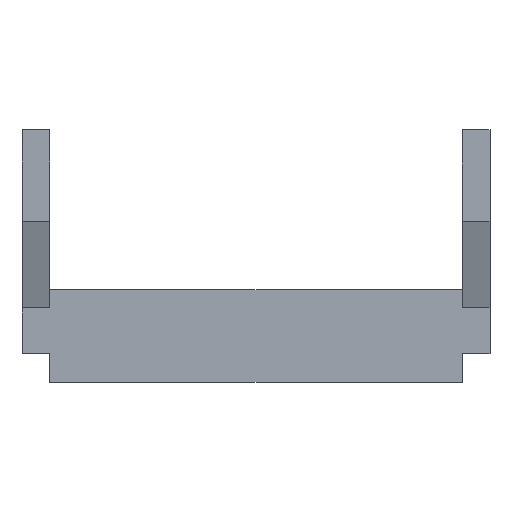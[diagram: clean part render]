
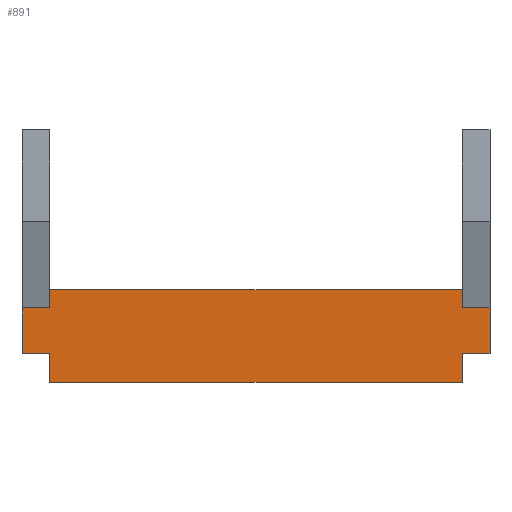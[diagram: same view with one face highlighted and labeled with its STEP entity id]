
A CAD part, top view. The second image highlights one B-rep face of the part: STEP entity #891.
In plain terms, the highlighted planar face has unit normal (0, 0, 1).
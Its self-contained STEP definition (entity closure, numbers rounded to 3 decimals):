
#8 = CARTESIAN_POINT ( 'NONE',  ( 22.5, -5.6, 5. ) ) ;
#17 = EDGE_CURVE ( 'NONE', #129, #620, #58, .T. ) ;
#22 = VERTEX_POINT ( 'NONE', #506 ) ;
#27 = DIRECTION ( 'NONE',  ( 0., -1., 0. ) ) ;
#46 = CARTESIAN_POINT ( 'NONE',  ( 25.5, 2.5, 5. ) ) ;
#51 = VERTEX_POINT ( 'NONE', #860 ) ;
#54 = DIRECTION ( 'NONE',  ( 0., -1., 0. ) ) ;
#58 = LINE ( 'NONE', #313, #463 ) ;
#64 = ORIENTED_EDGE ( 'NONE', *, *, #1144, .T. ) ;
#69 = DIRECTION ( 'NONE',  ( -1., 0., 0. ) ) ;
#85 = ORIENTED_EDGE ( 'NONE', *, *, #784, .F. ) ;
#87 = CARTESIAN_POINT ( 'NONE',  ( -25.5, 2.5, 5. ) ) ;
#100 = DIRECTION ( 'NONE',  ( 1., 0., 0. ) ) ;
#106 = EDGE_CURVE ( 'NONE', #1032, #758, #835, .T. ) ;
#121 = DIRECTION ( 'NONE',  ( 0., 1., 0. ) ) ;
#129 = VERTEX_POINT ( 'NONE', #566 ) ;
#133 = EDGE_CURVE ( 'NONE', #160, #744, #558, .T. ) ;
#146 = DIRECTION ( 'NONE',  ( 1., 0., 0. ) ) ;
#160 = VERTEX_POINT ( 'NONE', #394 ) ;
#162 = EDGE_LOOP ( 'NONE', ( #676, #64, #185, #85, #1108, #372, #424, #210, #175, #602, #260, #717 ) ) ;
#172 = EDGE_CURVE ( 'NONE', #758, #22, #730, .T. ) ;
#175 = ORIENTED_EDGE ( 'NONE', *, *, #1092, .F. ) ;
#185 = ORIENTED_EDGE ( 'NONE', *, *, #17, .F. ) ;
#186 = CARTESIAN_POINT ( 'NONE',  ( -22.5, 4.5, 5. ) ) ;
#210 = ORIENTED_EDGE ( 'NONE', *, *, #244, .T. ) ;
#240 = LINE ( 'NONE', #529, #933 ) ;
#244 = EDGE_CURVE ( 'NONE', #530, #623, #327, .T. ) ;
#246 = CARTESIAN_POINT ( 'NONE',  ( 22.5, -2.5, 5. ) ) ;
#250 = CARTESIAN_POINT ( 'NONE',  ( 22.5, 7.5, 5. ) ) ;
#260 = ORIENTED_EDGE ( 'NONE', *, *, #461, .T. ) ;
#274 = CARTESIAN_POINT ( 'NONE',  ( 25.5, -2.5, 5. ) ) ;
#288 = LINE ( 'NONE', #645, #1028 ) ;
#301 = VECTOR ( 'NONE', #121, 1000. ) ;
#313 = CARTESIAN_POINT ( 'NONE',  ( 25.5, -2.5, 5. ) ) ;
#316 = FACE_OUTER_BOUND ( 'NONE', #162, .T. ) ;
#327 = LINE ( 'NONE', #685, #1141 ) ;
#342 = DIRECTION ( 'NONE',  ( 1., 0., 0. ) ) ;
#347 = CARTESIAN_POINT ( 'NONE',  ( -25.5, 2.5, 5. ) ) ;
#372 = ORIENTED_EDGE ( 'NONE', *, *, #172, .T. ) ;
#394 = CARTESIAN_POINT ( 'NONE',  ( -25.5, -2.5, 5. ) ) ;
#405 = VERTEX_POINT ( 'NONE', #8 ) ;
#407 = DIRECTION ( 'NONE',  ( -1., 0., 0. ) ) ;
#424 = ORIENTED_EDGE ( 'NONE', *, *, #564, .F. ) ;
#461 = EDGE_CURVE ( 'NONE', #160, #51, #795, .T. ) ;
#463 = VECTOR ( 'NONE', #603, 1000. ) ;
#468 = VECTOR ( 'NONE', #873, 1000. ) ;
#471 = DIRECTION ( 'NONE',  ( 1., 0., 0. ) ) ;
#506 = CARTESIAN_POINT ( 'NONE',  ( 22.5, 4.5, 5. ) ) ;
#524 = CARTESIAN_POINT ( 'NONE',  ( 25.5, 2.5, 5. ) ) ;
#529 = CARTESIAN_POINT ( 'NONE',  ( -22.5, 7.5, 5. ) ) ;
#530 = VERTEX_POINT ( 'NONE', #186 ) ;
#558 = LINE ( 'NONE', #825, #1097 ) ;
#564 = EDGE_CURVE ( 'NONE', #530, #22, #288, .T. ) ;
#566 = CARTESIAN_POINT ( 'NONE',  ( 25.5, -2.5, 5. ) ) ;
#602 = ORIENTED_EDGE ( 'NONE', *, *, #133, .F. ) ;
#603 = DIRECTION ( 'NONE',  ( -1., 0., 0. ) ) ;
#620 = VERTEX_POINT ( 'NONE', #246 ) ;
#623 = VERTEX_POINT ( 'NONE', #692 ) ;
#625 = VERTEX_POINT ( 'NONE', #966 ) ;
#645 = CARTESIAN_POINT ( 'NONE',  ( -22.5, 4.5, 5. ) ) ;
#676 = ORIENTED_EDGE ( 'NONE', *, *, #1030, .F. ) ;
#685 = CARTESIAN_POINT ( 'NONE',  ( -22.5, 7.5, 5. ) ) ;
#692 = CARTESIAN_POINT ( 'NONE',  ( -22.5, 2.5, 5. ) ) ;
#717 = ORIENTED_EDGE ( 'NONE', *, *, #995, .T. ) ;
#730 = LINE ( 'NONE', #745, #301 ) ;
#739 = VECTOR ( 'NONE', #69, 1000. ) ;
#744 = VERTEX_POINT ( 'NONE', #87 ) ;
#745 = CARTESIAN_POINT ( 'NONE',  ( 22.5, 7.5, 5. ) ) ;
#758 = VERTEX_POINT ( 'NONE', #1093 ) ;
#778 = LINE ( 'NONE', #250, #468 ) ;
#784 = EDGE_CURVE ( 'NONE', #1032, #129, #796, .T. ) ;
#789 = VECTOR ( 'NONE', #407, 1000. ) ;
#791 = AXIS2_PLACEMENT_3D ( 'NONE', #1106, #914, #146 ) ;
#795 = LINE ( 'NONE', #1136, #1003 ) ;
#796 = LINE ( 'NONE', #274, #952 ) ;
#825 = CARTESIAN_POINT ( 'NONE',  ( -25.5, 2.5, 5. ) ) ;
#835 = LINE ( 'NONE', #46, #789 ) ;
#838 = PLANE ( 'NONE',  #791 ) ;
#860 = CARTESIAN_POINT ( 'NONE',  ( -22.5, -2.5, 5. ) ) ;
#873 = DIRECTION ( 'NONE',  ( 0., 1., 0. ) ) ;
#881 = VECTOR ( 'NONE', #100, 1000. ) ;
#891 = ADVANCED_FACE ( 'NONE', ( #316 ), #838, .T. ) ;
#914 = DIRECTION ( 'NONE',  ( 0., 0., 1. ) ) ;
#917 = DIRECTION ( 'NONE',  ( 0., 1., 0. ) ) ;
#933 = VECTOR ( 'NONE', #1138, 1000. ) ;
#952 = VECTOR ( 'NONE', #27, 1000. ) ;
#954 = CARTESIAN_POINT ( 'NONE',  ( 22.5, -5.6, 5. ) ) ;
#966 = CARTESIAN_POINT ( 'NONE',  ( -22.5, -5.6, 5. ) ) ;
#995 = EDGE_CURVE ( 'NONE', #51, #625, #240, .T. ) ;
#1003 = VECTOR ( 'NONE', #342, 1000. ) ;
#1028 = VECTOR ( 'NONE', #471, 1000. ) ;
#1030 = EDGE_CURVE ( 'NONE', #405, #625, #1132, .T. ) ;
#1032 = VERTEX_POINT ( 'NONE', #524 ) ;
#1092 = EDGE_CURVE ( 'NONE', #744, #623, #1153, .T. ) ;
#1093 = CARTESIAN_POINT ( 'NONE',  ( 22.5, 2.5, 5. ) ) ;
#1097 = VECTOR ( 'NONE', #917, 1000. ) ;
#1106 = CARTESIAN_POINT ( 'NONE',  ( 0., 0., 5. ) ) ;
#1108 = ORIENTED_EDGE ( 'NONE', *, *, #106, .T. ) ;
#1132 = LINE ( 'NONE', #954, #739 ) ;
#1136 = CARTESIAN_POINT ( 'NONE',  ( -25.5, -2.5, 5. ) ) ;
#1138 = DIRECTION ( 'NONE',  ( 0., -1., 0. ) ) ;
#1141 = VECTOR ( 'NONE', #54, 1000. ) ;
#1144 = EDGE_CURVE ( 'NONE', #405, #620, #778, .T. ) ;
#1153 = LINE ( 'NONE', #347, #881 ) ;
